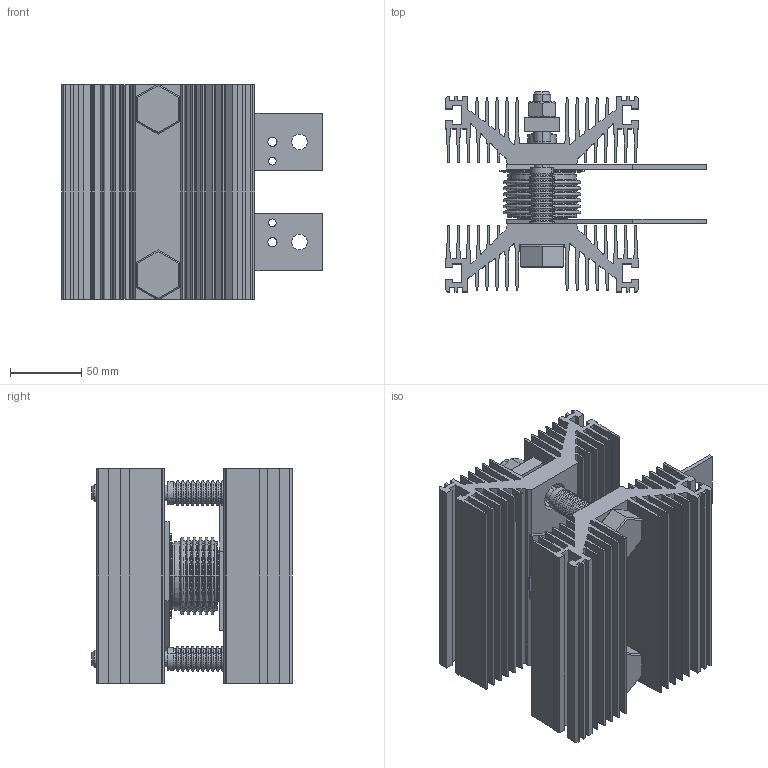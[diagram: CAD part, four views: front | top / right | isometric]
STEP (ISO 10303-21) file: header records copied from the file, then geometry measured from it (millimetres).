
FILE_DESCRIPTION (( 'STEP AP214' ), '1' );
FILE_NAME ('O143-PD44.STEP', '2021-04-19T10:58:30', ( '' ), ( '' ), 'SwSTEP 2.0', 'SolidWorks 2018', '' );
FILE_SCHEMA (( 'AUTOMOTIVE_DESIGN' ));
Length unit declared in the file: millimetre
Products named in the file (1): O143-PD44
Bounding box: 182.5 x 140 x 151 mm (x, y, z)
Volume: 972573.6 mm3; surface area: 521906.5 mm2
Topology: 25 solids, 25 shells, 1095 faces, 2620 edges, 1588 vertices
Faces by surface type: plane 397, cylinder 264, torus 218, cone 214, sphere 2
Entity records: 44135 total; most frequent: DIRECTION 5934, CARTESIAN_POINT 5578, ORIENTED_EDGE 5220, EDGE_CURVE 2610, AXIS2_PLACEMENT_3D 2264, VERTEX_POINT 1588, VECTOR 1406, LINE 1406
